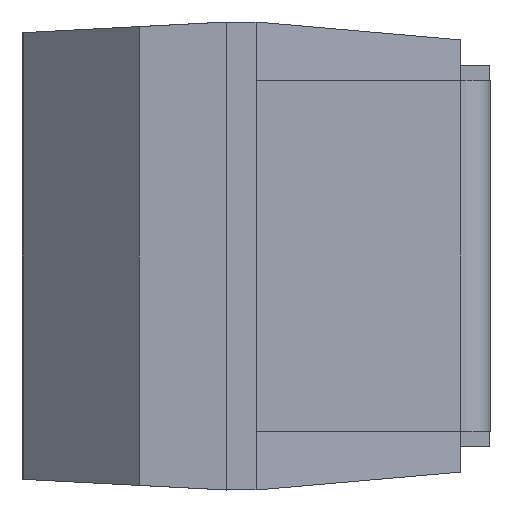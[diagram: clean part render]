
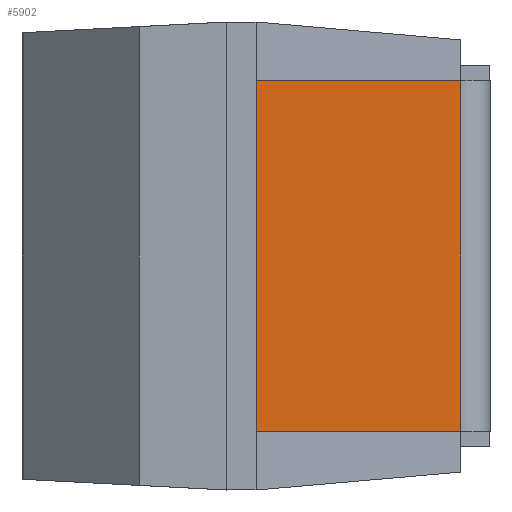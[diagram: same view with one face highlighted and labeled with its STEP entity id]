
A CAD part, left-side view. The second image highlights one B-rep face of the part: STEP entity #5902.
In plain terms, the highlighted planar face has unit normal (-1, 0, 0).
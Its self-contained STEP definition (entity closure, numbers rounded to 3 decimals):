
#313 = DIRECTION ( 'NONE',  ( 0., 0., 1. ) ) ;
#474 = LINE ( 'NONE', #2663, #2662 ) ;
#580 = CARTESIAN_POINT ( 'NONE',  ( -1.6, 0.8, 0.6 ) ) ;
#612 = VERTEX_POINT ( 'NONE', #4057 ) ;
#707 = ORIENTED_EDGE ( 'NONE', *, *, #6814, .T. ) ;
#919 = CARTESIAN_POINT ( 'NONE',  ( -1.6, 0.1, 0.6 ) ) ;
#1684 = DIRECTION ( 'NONE',  ( -1., 0., 0. ) ) ;
#1729 = PLANE ( 'NONE',  #6039 ) ;
#1979 = CARTESIAN_POINT ( 'NONE',  ( -1.6, 0.1, 0. ) ) ;
#2298 = ORIENTED_EDGE ( 'NONE', *, *, #5745, .T. ) ;
#2500 = DIRECTION ( 'NONE',  ( 0., 0., 1. ) ) ;
#2662 = VECTOR ( 'NONE', #6406, 1000. ) ;
#2663 = CARTESIAN_POINT ( 'NONE',  ( -1.6, 0.8, 0.6 ) ) ;
#2863 = CARTESIAN_POINT ( 'NONE',  ( -1.6, 0.8, 0. ) ) ;
#3039 = CARTESIAN_POINT ( 'NONE',  ( -1.6, 0.1, -0.6 ) ) ;
#3368 = CARTESIAN_POINT ( 'NONE',  ( -1.6, 0.8, -0.6 ) ) ;
#3533 = VERTEX_POINT ( 'NONE', #3039 ) ;
#3634 = EDGE_CURVE ( 'NONE', #612, #3533, #5063, .T. ) ;
#4039 = EDGE_CURVE ( 'NONE', #6833, #4757, #474, .T. ) ;
#4057 = CARTESIAN_POINT ( 'NONE',  ( -1.6, 0.8, -0.6 ) ) ;
#4281 = ORIENTED_EDGE ( 'NONE', *, *, #3634, .T. ) ;
#4757 = VERTEX_POINT ( 'NONE', #580 ) ;
#4925 = CARTESIAN_POINT ( 'NONE',  ( -1.6, 0.8, 0. ) ) ;
#4960 = ORIENTED_EDGE ( 'NONE', *, *, #4039, .T. ) ;
#4989 = LINE ( 'NONE', #2863, #5863 ) ;
#5044 = DIRECTION ( 'NONE',  ( 0., 0., -1. ) ) ;
#5063 = LINE ( 'NONE', #3368, #5610 ) ;
#5422 = FACE_OUTER_BOUND ( 'NONE', #6710, .T. ) ;
#5538 = DIRECTION ( 'NONE',  ( 0., -1., 0. ) ) ;
#5610 = VECTOR ( 'NONE', #5538, 1000. ) ;
#5690 = VECTOR ( 'NONE', #313, 1000. ) ;
#5745 = EDGE_CURVE ( 'NONE', #4757, #612, #4989, .T. ) ;
#5863 = VECTOR ( 'NONE', #5044, 1000. ) ;
#5902 = ADVANCED_FACE ( 'NONE', ( #5422 ), #1729, .T. ) ;
#6039 = AXIS2_PLACEMENT_3D ( 'NONE', #4925, #1684, #2500 ) ;
#6201 = LINE ( 'NONE', #1979, #5690 ) ;
#6406 = DIRECTION ( 'NONE',  ( 0., 1., 0. ) ) ;
#6710 = EDGE_LOOP ( 'NONE', ( #2298, #4281, #707, #4960 ) ) ;
#6814 = EDGE_CURVE ( 'NONE', #3533, #6833, #6201, .T. ) ;
#6833 = VERTEX_POINT ( 'NONE', #919 ) ;
